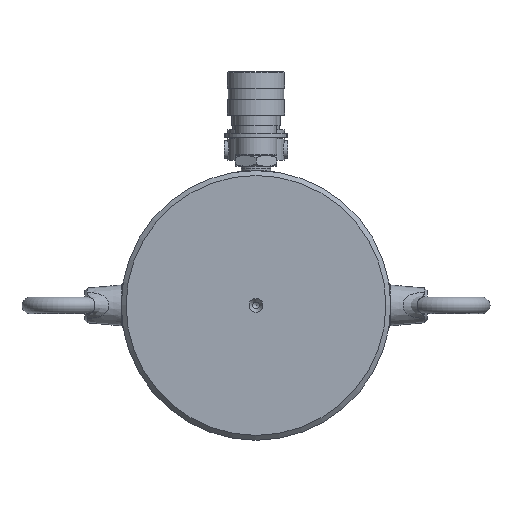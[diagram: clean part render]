
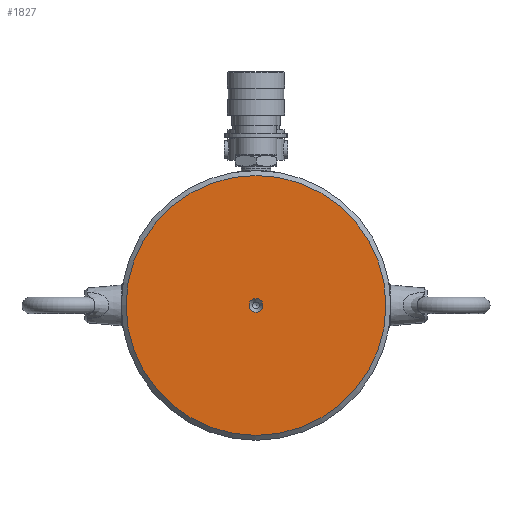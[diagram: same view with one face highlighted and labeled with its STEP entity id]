
A CAD part, front view. The second image highlights one B-rep face of the part: STEP entity #1827.
In plain terms, the highlighted planar face has unit normal (0, -1, 0).
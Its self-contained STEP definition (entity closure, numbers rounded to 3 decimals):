
#219 = CIRCLE ( 'NONE', #16875, 4.25 ) ;
#746 = EDGE_CURVE ( 'NONE', #4490, #4490, #3636, .T. ) ;
#1827 = ADVANCED_FACE ( 'NONE', ( #19846, #4147 ), #13445, .F. ) ;
#2269 = AXIS2_PLACEMENT_3D ( 'NONE', #5173, #20484, #3326 ) ;
#3326 = DIRECTION ( 'NONE',  ( 0., 0., 1. ) ) ;
#3636 = CIRCLE ( 'NONE', #3645, 79.5 ) ;
#3645 = AXIS2_PLACEMENT_3D ( 'NONE', #9395, #19843, #18228 ) ;
#3851 = ORIENTED_EDGE ( 'NONE', *, *, #14653, .F. ) ;
#4147 = FACE_BOUND ( 'NONE', #19409, .T. ) ;
#4490 = VERTEX_POINT ( 'NONE', #17444 ) ;
#4524 = EDGE_LOOP ( 'NONE', ( #12349 ) ) ;
#5173 = CARTESIAN_POINT ( 'NONE',  ( 0., 0., 0. ) ) ;
#5615 = CARTESIAN_POINT ( 'NONE',  ( 0., 0., 0. ) ) ;
#9395 = CARTESIAN_POINT ( 'NONE',  ( 0., 0., 0. ) ) ;
#9934 = CARTESIAN_POINT ( 'NONE',  ( 0., 0., -4.25 ) ) ;
#12349 = ORIENTED_EDGE ( 'NONE', *, *, #746, .T. ) ;
#13445 = PLANE ( 'NONE',  #2269 ) ;
#14653 = EDGE_CURVE ( 'NONE', #20138, #20138, #219, .T. ) ;
#16875 = AXIS2_PLACEMENT_3D ( 'NONE', #5615, #19203, #17500 ) ;
#17444 = CARTESIAN_POINT ( 'NONE',  ( 0., 0., 79.5 ) ) ;
#17500 = DIRECTION ( 'NONE',  ( 0., 0., -1. ) ) ;
#18228 = DIRECTION ( 'NONE',  ( 0., 0., 1. ) ) ;
#19203 = DIRECTION ( 'NONE',  ( 0., -1., 0. ) ) ;
#19409 = EDGE_LOOP ( 'NONE', ( #3851 ) ) ;
#19843 = DIRECTION ( 'NONE',  ( 0., -1., 0. ) ) ;
#19846 = FACE_OUTER_BOUND ( 'NONE', #4524, .T. ) ;
#20138 = VERTEX_POINT ( 'NONE', #9934 ) ;
#20484 = DIRECTION ( 'NONE',  ( 0., 1., 0. ) ) ;
